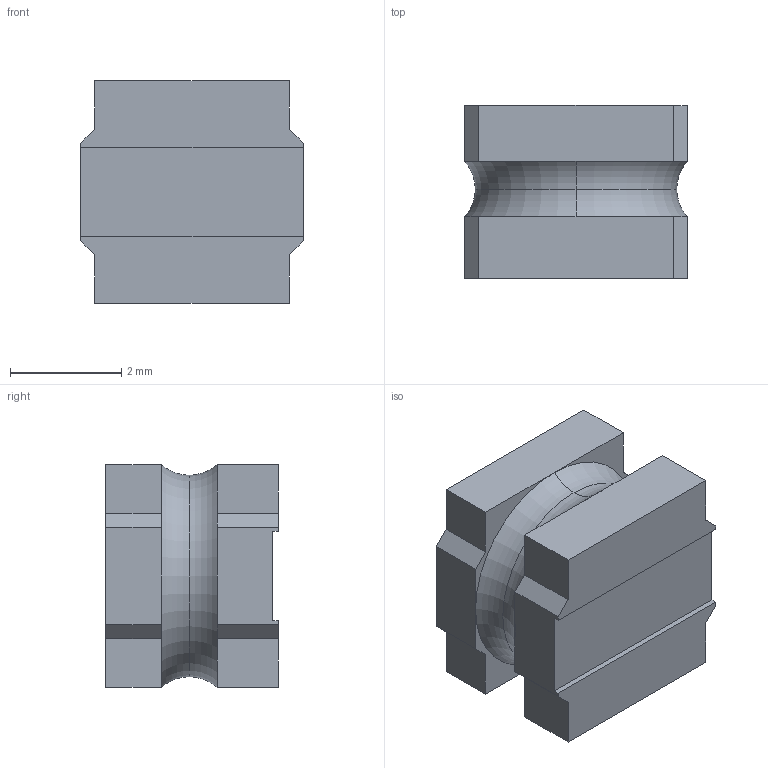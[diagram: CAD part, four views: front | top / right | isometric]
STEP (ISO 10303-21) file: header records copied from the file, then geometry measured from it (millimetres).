
FILE_DESCRIPTION (( 'STEP AP214' ), '1' );
FILE_NAME ('NR4030 SMD Magnetic Glue Shielded Power Inductor.STEP', '2024-08-26T07:33:52', ( '' ), ( '' ), 'SwSTEP 2.0', 'SolidWorks 2021', '' );
FILE_SCHEMA (( 'AUTOMOTIVE_DESIGN' ));
Length unit declared in the file: millimetre
Products named in the file (1): NR4030 SMD Magnetic Glue Shielded Power Inductor
Bounding box: 4 x 3.1 x 4 mm (x, y, z)
Volume: 41.8 mm3; surface area: 80.6 mm2
Topology: 1 solids, 1 shells, 246 faces, 689 edges, 455 vertices
Faces by surface type: plane 188, bspline 54, torus 4
Entity records: 11674 total; most frequent: CARTESIAN_POINT 2962, ORIENTED_EDGE 1378, DIRECTION 980, EDGE_CURVE 689, VECTOR 566, LINE 566, VERTEX_POINT 455, EDGE_LOOP 256
